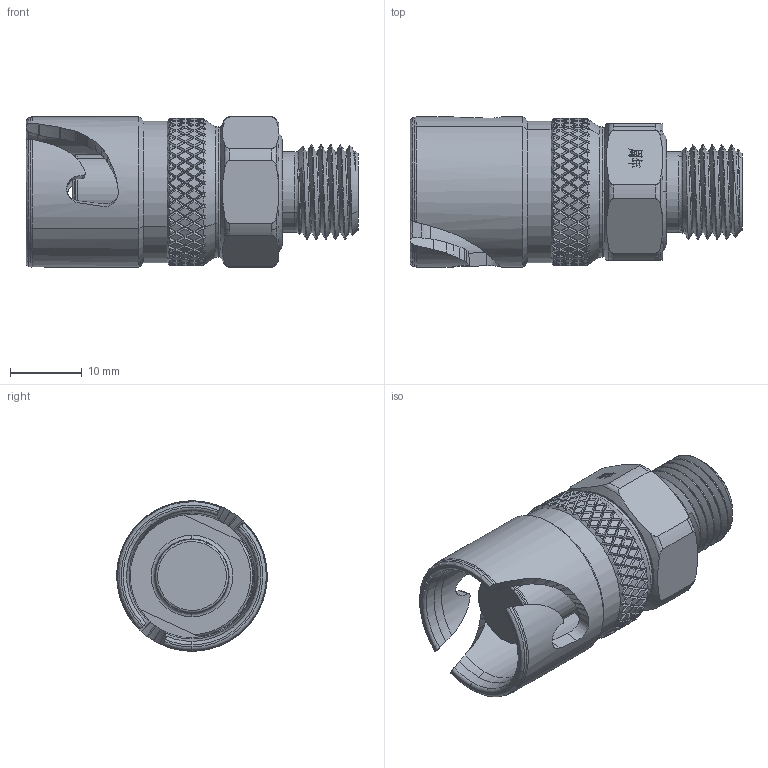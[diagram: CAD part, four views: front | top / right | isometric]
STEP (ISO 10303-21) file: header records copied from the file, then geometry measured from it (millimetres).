
FILE_DESCRIPTION (( 'STEP AP214' ), '1' );
FILE_NAME ('BBT 05P G14M-FV-RD.STEP', '2025-01-20T07:09:55', ( 'Windows 蚚誧' ), ( '' ), 'SwSTEP 2.0', 'SolidWorks 2023', '' );
FILE_SCHEMA (( 'AUTOMOTIVE_DESIGN' ));
Length unit declared in the file: millimetre
Products named in the file (1): BBT 05P G14M-FV-RD
Bounding box: 46.15 x 20.9 x 20.9 mm (x, y, z)
Volume: 8576.4 mm3; surface area: 5542.4 mm2
Topology: 1 solids, 2 shells, 1454 faces, 3418 edges, 2002 vertices
Faces by surface type: bspline 954, cylinder 246, plane 177, torus 46, cone 31
Entity records: 73222 total; most frequent: CARTESIAN_POINT 34815, ORIENTED_EDGE 6836, EDGE_CURVE 3418, VERTEX_POINT 2002, DIRECTION 1925, EDGE_LOOP 1490, UNCERTAINTY_MEASURE_WITH_UNIT 1456, SURFACE_STYLE_USAGE 1455
